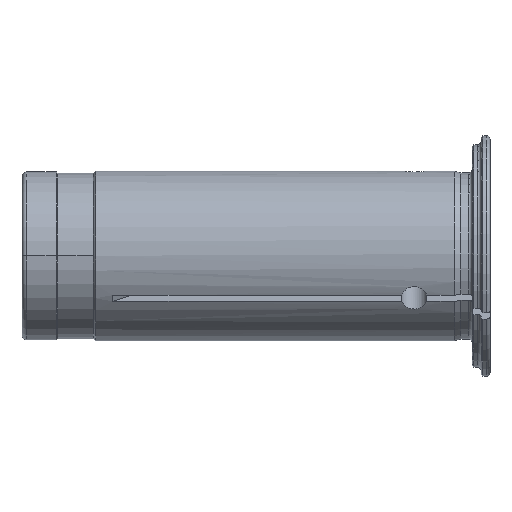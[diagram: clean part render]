
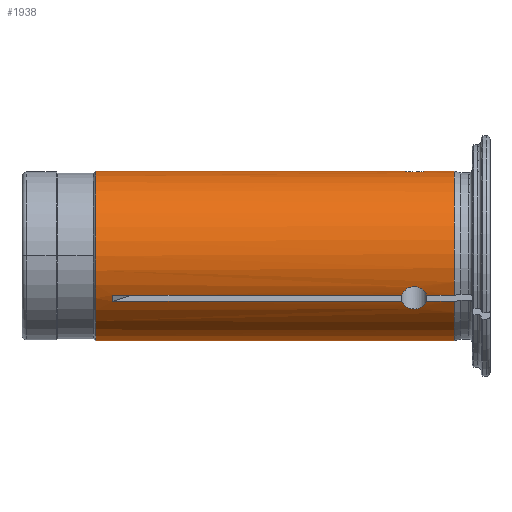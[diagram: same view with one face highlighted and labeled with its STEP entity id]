
A CAD part, top view. The second image highlights one B-rep face of the part: STEP entity #1938.
In plain terms, the highlighted cylindrical face has radius 9.525 mm (diameter 19.05 mm), a partial arc.
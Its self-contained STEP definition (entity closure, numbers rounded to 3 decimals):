
#2=DIRECTION('',(1.,0.,0.));
#3=VECTOR('',#2,32.42);
#4=CARTESIAN_POINT('',(-40.313,-4.412,8.442));
#5=LINE('',#4,#3);
#6=CARTESIAN_POINT('',(-40.313,-5.105,8.042));
#7=CARTESIAN_POINT('',(-40.319,-5.03,8.089));
#8=CARTESIAN_POINT('',(-40.326,-4.878,8.182));
#9=CARTESIAN_POINT('',(-40.326,-4.647,8.316));
#10=CARTESIAN_POINT('',(-40.319,-4.491,8.4));
#11=CARTESIAN_POINT('',(-40.313,-4.412,8.442));
#13=DIRECTION('',(1.,0.,0.));
#14=VECTOR('',#13,32.42);
#15=CARTESIAN_POINT('',(-40.313,-5.105,8.042));
#16=LINE('',#15,#14);
#17=CARTESIAN_POINT('',(-5.106,-5.105,8.042));
#18=CARTESIAN_POINT('',(-5.141,-5.208,7.976));
#19=CARTESIAN_POINT('',(-5.241,-5.398,7.85));
#20=CARTESIAN_POINT('',(-5.475,-5.642,7.675));
#21=CARTESIAN_POINT('',(-5.777,-5.824,7.537));
#22=CARTESIAN_POINT('',(-6.126,-5.937,7.448));
#23=CARTESIAN_POINT('',(-6.5,-5.975,7.417));
#24=CARTESIAN_POINT('',(-6.874,-5.937,7.448));
#25=CARTESIAN_POINT('',(-7.223,-5.824,7.538));
#26=CARTESIAN_POINT('',(-7.525,-5.642,7.676));
#27=CARTESIAN_POINT('',(-7.759,-5.398,7.85));
#28=CARTESIAN_POINT('',(-7.859,-5.208,7.976));
#29=CARTESIAN_POINT('',(-7.894,-5.105,8.042));
#31=DIRECTION('',(1.,0.,0.));
#32=VECTOR('',#31,3.106);
#33=CARTESIAN_POINT('',(-5.106,-5.105,8.042));
#34=LINE('',#33,#32);
#35=CARTESIAN_POINT('',(-2.,0.,0.));
#36=DIRECTION('',(1.,0.,0.));
#37=DIRECTION('',(0.,-0.536,0.844));
#38=AXIS2_PLACEMENT_3D('',#35,#36,#37);
#40=CARTESIAN_POINT('',(-42.25,0.,0.));
#41=DIRECTION('',(1.,0.,0.));
#42=DIRECTION('',(0.,1.,0.));
#43=AXIS2_PLACEMENT_3D('',#40,#41,#42);
#45=CARTESIAN_POINT('',(-40.313,9.517,0.4));
#46=CARTESIAN_POINT('',(-40.318,9.519,0.333));
#47=CARTESIAN_POINT('',(-40.324,9.524,0.2));
#48=CARTESIAN_POINT('',(-40.326,9.525,0.067));
#49=CARTESIAN_POINT('',(-40.326,9.525,0.));
#51=DIRECTION('',(1.,0.,0.));
#52=VECTOR('',#51,32.42);
#53=CARTESIAN_POINT('',(-40.313,9.517,0.4));
#54=LINE('',#53,#52);
#55=CARTESIAN_POINT('',(-5.106,9.517,0.4));
#56=CARTESIAN_POINT('',(-5.142,9.511,0.523));
#57=CARTESIAN_POINT('',(-5.241,9.497,0.75));
#58=CARTESIAN_POINT('',(-5.475,9.468,1.049));
#59=CARTESIAN_POINT('',(-5.777,9.44,1.276));
#60=CARTESIAN_POINT('',(-6.126,9.419,1.418));
#61=CARTESIAN_POINT('',(-6.501,9.411,1.466));
#62=CARTESIAN_POINT('',(-6.874,9.419,1.418));
#63=CARTESIAN_POINT('',(-7.224,9.44,1.275));
#64=CARTESIAN_POINT('',(-7.525,9.468,1.049));
#65=CARTESIAN_POINT('',(-7.76,9.497,0.749));
#66=CARTESIAN_POINT('',(-7.859,9.511,0.522));
#67=CARTESIAN_POINT('',(-7.894,9.517,0.4));
#69=DIRECTION('',(1.,0.,0.));
#70=VECTOR('',#69,3.106);
#71=CARTESIAN_POINT('',(-5.106,9.517,0.4));
#72=LINE('',#71,#70);
#73=CARTESIAN_POINT('',(-2.,0.,0.));
#74=DIRECTION('',(1.,0.,0.));
#75=DIRECTION('',(0.,0.999,0.042));
#76=AXIS2_PLACEMENT_3D('',#73,#74,#75);
#78=DIRECTION('',(1.,0.,0.));
#79=VECTOR('',#78,3.106);
#80=CARTESIAN_POINT('',(-5.106,-4.412,8.442));
#81=LINE('',#80,#79);
#82=CARTESIAN_POINT('',(-7.894,-4.412,8.442));
#83=CARTESIAN_POINT('',(-7.859,-4.303,8.498));
#84=CARTESIAN_POINT('',(-7.76,-4.1,8.6));
#85=CARTESIAN_POINT('',(-7.526,-3.827,8.724));
#86=CARTESIAN_POINT('',(-7.225,-3.616,8.812));
#87=CARTESIAN_POINT('',(-6.879,-3.484,8.865));
#88=CARTESIAN_POINT('',(-6.51,-3.436,8.884));
#89=CARTESIAN_POINT('',(-6.124,-3.481,8.866));
#90=CARTESIAN_POINT('',(-5.774,-3.617,8.812));
#91=CARTESIAN_POINT('',(-5.474,-3.827,8.724));
#92=CARTESIAN_POINT('',(-5.24,-4.1,8.6));
#93=CARTESIAN_POINT('',(-5.141,-4.303,8.498));
#94=CARTESIAN_POINT('',(-5.106,-4.412,8.442));
#1124=DIRECTION('',(-1.,0.,0.));
#1125=VECTOR('',#1124,1.924);
#1126=CARTESIAN_POINT('',(-40.326,9.525,0.));
#1127=LINE('',#1126,#1125);
#1133=DIRECTION('',(-1.,0.,0.));
#1134=VECTOR('',#1133,40.25);
#1135=CARTESIAN_POINT('',(-2.,-9.525,0.));
#1136=LINE('',#1135,#1134);
#1581=CARTESIAN_POINT('',(-42.25,9.525,0.));
#1582=CARTESIAN_POINT('',(-42.25,-9.525,0.));
#1583=VERTEX_POINT('',#1581);
#1584=VERTEX_POINT('',#1582);
#1597=CARTESIAN_POINT('',(-2.,-9.525,0.));
#1598=VERTEX_POINT('',#1597);
#1599=CARTESIAN_POINT('',(-40.313,9.517,0.4));
#1600=CARTESIAN_POINT('',(-7.894,9.517,0.4));
#1601=VERTEX_POINT('',#1599);
#1602=VERTEX_POINT('',#1600);
#1603=CARTESIAN_POINT('',(-5.106,9.517,0.4));
#1604=CARTESIAN_POINT('',(-2.,9.517,0.4));
#1605=VERTEX_POINT('',#1603);
#1606=VERTEX_POINT('',#1604);
#1607=VERTEX_POINT('',#49);
#1693=CARTESIAN_POINT('',(-40.313,-4.412,
8.442));
#1694=CARTESIAN_POINT('',(-7.894,-4.412,
8.442));
#1695=VERTEX_POINT('',#1693);
#1696=VERTEX_POINT('',#1694);
#1697=CARTESIAN_POINT('',(-5.106,-4.412,
8.442));
#1698=CARTESIAN_POINT('',(-2.,-4.412,8.442));
#1699=VERTEX_POINT('',#1697);
#1700=VERTEX_POINT('',#1698);
#1701=CARTESIAN_POINT('',(-40.313,-5.105,
8.042));
#1702=CARTESIAN_POINT('',(-7.894,-5.105,
8.042));
#1703=VERTEX_POINT('',#1701);
#1704=VERTEX_POINT('',#1702);
#1705=CARTESIAN_POINT('',(-5.106,-5.105,
8.042));
#1706=CARTESIAN_POINT('',(-2.,-5.105,8.042));
#1707=VERTEX_POINT('',#1705);
#1708=VERTEX_POINT('',#1706);
#1899=CARTESIAN_POINT('',(0.,0.,0.));
#1900=DIRECTION('',(1.,0.,0.));
#1901=DIRECTION('',(0.,-1.,0.));
#1902=AXIS2_PLACEMENT_3D('',#1899,#1900,#1901);
#1903=CYLINDRICAL_SURFACE('',#1902,9.525);
#1905=ORIENTED_EDGE('',*,*,#1904,.F.);
#1907=ORIENTED_EDGE('',*,*,#1906,.F.);
#1909=ORIENTED_EDGE('',*,*,#1908,.T.);
#1911=ORIENTED_EDGE('',*,*,#1910,.F.);
#1913=ORIENTED_EDGE('',*,*,#1912,.T.);
#1915=ORIENTED_EDGE('',*,*,#1914,.T.);
#1917=ORIENTED_EDGE('',*,*,#1916,.T.);
#1919=ORIENTED_EDGE('',*,*,#1918,.F.);
#1921=ORIENTED_EDGE('',*,*,#1920,.F.);
#1923=ORIENTED_EDGE('',*,*,#1922,.F.);
#1925=ORIENTED_EDGE('',*,*,#1924,.T.);
#1927=ORIENTED_EDGE('',*,*,#1926,.F.);
#1929=ORIENTED_EDGE('',*,*,#1928,.T.);
#1931=ORIENTED_EDGE('',*,*,#1930,.T.);
#1933=ORIENTED_EDGE('',*,*,#1932,.F.);
#1935=ORIENTED_EDGE('',*,*,#1934,.F.);
#1936=EDGE_LOOP('',(#1905,#1907,#1909,#1911,#1913,#1915,#1917,#1919,#1921,#1923,
#1925,#1927,#1929,#1931,#1933,#1935));
#1937=FACE_OUTER_BOUND('',#1936,.F.);
#1938=ADVANCED_FACE('',(#1937),#1903,.T.);
#12=B_SPLINE_CURVE_WITH_KNOTS('',3,(#6,#7,#8,#9,#10,#11),.UNSPECIFIED.,.F.,.F.,(
4,1,1,4),(0.,0.333,0.667,1.),.UNSPECIFIED.);
#30=B_SPLINE_CURVE_WITH_KNOTS('',3,(#17,#18,#19,#20,#21,#22,#23,#24,#25,#26,#27,
#28,#29),.UNSPECIFIED.,.F.,.F.,(4,1,1,1,1,1,1,1,1,1,4),(0.,0.1,0.2,0.3,
0.4,0.5,0.6,0.7,0.8,0.9,1.),.UNSPECIFIED.);
#39=CIRCLE('',#38,9.525);
#44=CIRCLE('',#43,9.525);
#50=B_SPLINE_CURVE_WITH_KNOTS('',3,(#45,#46,#47,#48,#49),.UNSPECIFIED.,.F.,.F.,(
4,1,4),(0.,0.5,1.),.UNSPECIFIED.);
#68=B_SPLINE_CURVE_WITH_KNOTS('',3,(#55,#56,#57,#58,#59,#60,#61,#62,#63,#64,#65,
#66,#67),.UNSPECIFIED.,.F.,.F.,(4,1,1,1,1,1,1,1,1,1,4),(0.,0.1,0.2,0.3,
0.4,0.5,0.6,0.7,0.8,0.9,1.),.UNSPECIFIED.);
#77=CIRCLE('',#76,9.525);
#95=B_SPLINE_CURVE_WITH_KNOTS('',3,(#82,#83,#84,#85,#86,#87,#88,#89,#90,#91,#92,
#93,#94),.UNSPECIFIED.,.F.,.F.,(4,1,1,1,1,1,1,1,1,1,4),(0.,0.1,0.2,0.3,
0.4,0.5,0.6,0.7,0.8,0.9,1.),.UNSPECIFIED.);
#1904=EDGE_CURVE('',#1695,#1696,#5,.T.);
#1906=EDGE_CURVE('',#1703,#1695,#12,.T.);
#1908=EDGE_CURVE('',#1703,#1704,#16,.T.);
#1910=EDGE_CURVE('',#1707,#1704,#30,.T.);
#1912=EDGE_CURVE('',#1707,#1708,#34,.T.);
#1914=EDGE_CURVE('',#1708,#1598,#39,.T.);
#1916=EDGE_CURVE('',#1598,#1584,#1136,.T.);
#1918=EDGE_CURVE('',#1583,#1584,#44,.T.);
#1920=EDGE_CURVE('',#1607,#1583,#1127,.T.);
#1922=EDGE_CURVE('',#1601,#1607,#50,.T.);
#1924=EDGE_CURVE('',#1601,#1602,#54,.T.);
#1926=EDGE_CURVE('',#1605,#1602,#68,.T.);
#1928=EDGE_CURVE('',#1605,#1606,#72,.T.);
#1930=EDGE_CURVE('',#1606,#1700,#77,.T.);
#1932=EDGE_CURVE('',#1699,#1700,#81,.T.);
#1934=EDGE_CURVE('',#1696,#1699,#95,.T.);
